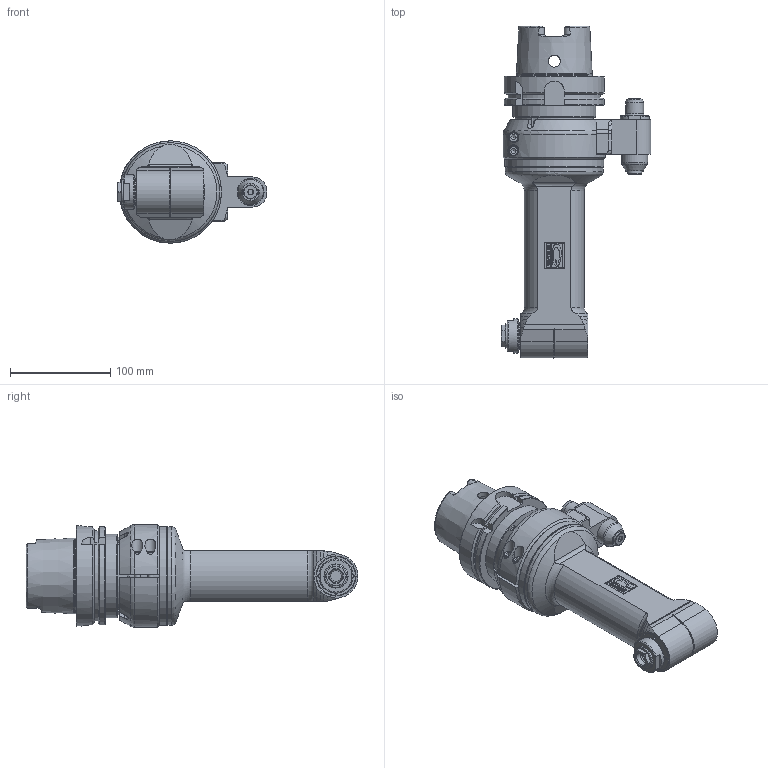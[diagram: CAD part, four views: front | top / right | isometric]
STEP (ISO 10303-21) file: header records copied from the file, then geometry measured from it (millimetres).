
FILE_DESCRIPTION(/* description */ (''),/* implementation_level */ '2;1');
FILE_NAME(/* name */ '9.F90.10L00-4H100.stp',/* time_stamp */ '2025-09-23T16:14:01-04:00',/* author */ ('jkrenzer'),/* organization */ (''),/* preprocessor_version */ 'ST-DEVELOPER v18.1',/* originating_system */ 'Autodesk Inventor 2022',/* authorisation */ '');
FILE_SCHEMA (('AUTOMOTIVE_DESIGN { 1 0 10303 214 3 1 1 }'));
Length unit declared in the file: millimetre
Products named in the file (3): 9.F90.10L00-4H100; 9_F90_10L00; 9_GA1_518_2  (EVO, Type 1, H100A, 80mm)
Assembly tree (2 placements, depth 2):
  9.F90.10L00-4H100
    9_F90_10L00
    9_GA1_518_2  (EVO, Type 1, H100A, 80mm)
Bounding box: 149.25 x 330.92 x 101.99 mm (x, y, z)
Volume: 1312028.1 mm3; surface area: 191661.5 mm2
Topology: 7 solids, 7 shells, 606 faces, 1715 edges, 1186 vertices
Faces by surface type: plane 272, cylinder 162, cone 129, torus 35, bspline 6, sphere 2
Full cylindrical faces by diameter (mm): 2.5 x3, 2.6 x2, 3 x2, 3.2 x8, 5 x4, 6 x4, 6.5 x1, 7 x1, 8 x2, 8.5 x20, 10 x5, 10.4 x2, 11 x2, 12 x4, 12.5 x1, 13 x1, 14 x1, 16.5 x1, 17.943 x1, 18 x2, 23 x1, 24 x1, 24.5 x2, 25 x1, 25.3 x1, 26 x1, 27 x1, 34 x1, 53 x2, 63 x1
Entity records: 61677 total; most frequent: CARTESIAN_POINT 46043, ORIENTED_EDGE 3366, DIRECTION 3106, EDGE_CURVE 1683, VERTEX_POINT 1186, AXIS2_PLACEMENT_3D 1112, LINE 882, VECTOR 882
